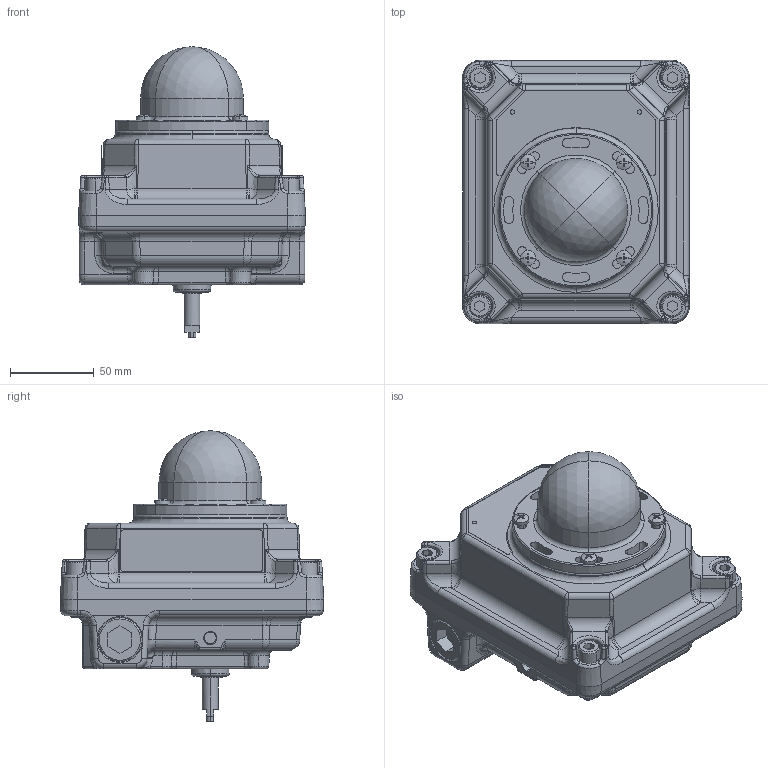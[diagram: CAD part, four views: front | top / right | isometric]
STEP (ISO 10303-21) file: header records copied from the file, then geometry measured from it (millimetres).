
FILE_DESCRIPTION (( 'STEP AP214' ), '1' );
FILE_NAME ('XCL med Dome_140819.STEP', '2014-09-29T13:14:14', ( '' ), ( '' ), 'SwSTEP 2.0', 'SolidWorks 2014', '' );
FILE_SCHEMA (( 'AUTOMOTIVE_DESIGN' ));
Length unit declared in the file: millimetre
Products named in the file (1): XCL med Dome_140819
Bounding box: 135.49 x 157.34 x 173.74 mm (x, y, z)
Volume: 550727.1 mm3; surface area: 242124.3 mm2
Topology: 19 solids, 19 shells, 2389 faces, 5688 edges, 3368 vertices
Faces by surface type: cylinder 950, plane 430, bspline 363, torus 353, cone 179, sphere 114
Entity records: 83740 total; most frequent: CARTESIAN_POINT 31277, ORIENTED_EDGE 11222, DIRECTION 11106, EDGE_CURVE 5611, AXIS2_PLACEMENT_3D 4648, VERTEX_POINT 3368, CIRCLE 2621, EDGE_LOOP 2551
